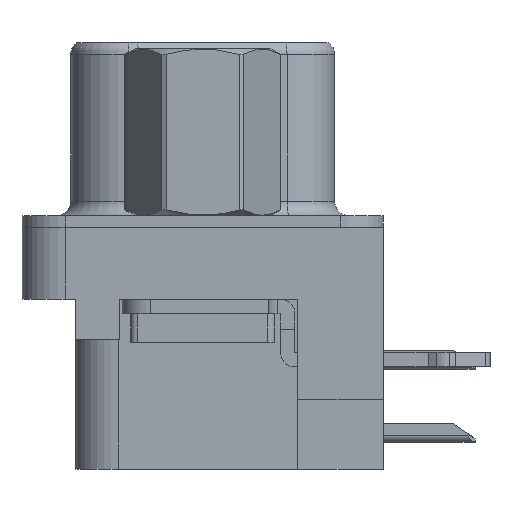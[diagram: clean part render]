
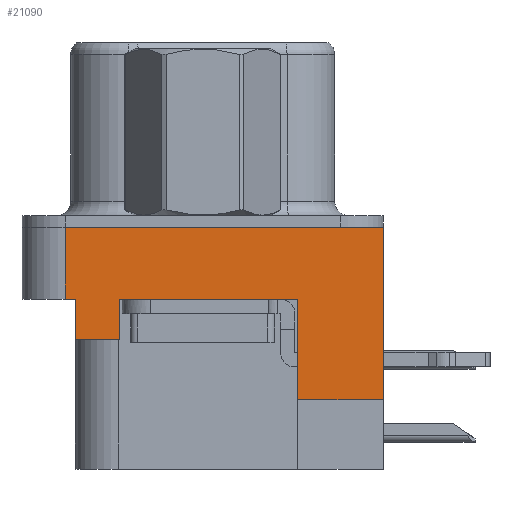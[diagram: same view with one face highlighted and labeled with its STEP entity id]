
A CAD part, left-side view. The second image highlights one B-rep face of the part: STEP entity #21090.
In plain terms, the highlighted planar face has unit normal (-1, 0, 0).
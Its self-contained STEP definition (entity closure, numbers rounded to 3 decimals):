
#135 = DIRECTION ( 'NONE',  ( 0., -1., 0. ) ) ;
#392 = VECTOR ( 'NONE', #11166, 1000. ) ;
#780 = VERTEX_POINT ( 'NONE', #16986 ) ;
#913 = LINE ( 'NONE', #19339, #392 ) ;
#1738 = VECTOR ( 'NONE', #7686, 1000. ) ;
#2097 = ORIENTED_EDGE ( 'NONE', *, *, #19392, .F. ) ;
#2240 = LINE ( 'NONE', #17462, #1738 ) ;
#2435 = LINE ( 'NONE', #10819, #19363 ) ;
#2876 = VECTOR ( 'NONE', #10093, 1000. ) ;
#3102 = EDGE_CURVE ( 'NONE', #11069, #4936, #8869, .T. ) ;
#3374 = CARTESIAN_POINT ( 'NONE',  ( -2.91, 4.775, 0. ) ) ;
#3847 = CARTESIAN_POINT ( 'NONE',  ( -2.91, 4.425, -3.9 ) ) ;
#3893 = FACE_OUTER_BOUND ( 'NONE', #15171, .T. ) ;
#3912 = LINE ( 'NONE', #12352, #8782 ) ;
#4209 = VERTEX_POINT ( 'NONE', #13023 ) ;
#4934 = ORIENTED_EDGE ( 'NONE', *, *, #14801, .F. ) ;
#4936 = VERTEX_POINT ( 'NONE', #3374 ) ;
#5142 = CARTESIAN_POINT ( 'NONE',  ( -2.91, -6.275, -2.5 ) ) ;
#5213 = LINE ( 'NONE', #13833, #17255 ) ;
#5949 = CARTESIAN_POINT ( 'NONE',  ( -2.91, 4.775, -2.5 ) ) ;
#7038 = VECTOR ( 'NONE', #135, 1000. ) ;
#7567 = LINE ( 'NONE', #14794, #7038 ) ;
#7653 = DIRECTION ( 'NONE',  ( 0., 0., 1. ) ) ;
#7686 = DIRECTION ( 'NONE',  ( 0., 0., 1. ) ) ;
#7758 = LINE ( 'NONE', #18311, #2876 ) ;
#7819 = VECTOR ( 'NONE', #15275, 1000. ) ;
#8370 = VECTOR ( 'NONE', #11959, 1000. ) ;
#8376 = ORIENTED_EDGE ( 'NONE', *, *, #20516, .F. ) ;
#8426 = ORIENTED_EDGE ( 'NONE', *, *, #12563, .T. ) ;
#8454 = DIRECTION ( 'NONE',  ( 0., 0., 1. ) ) ;
#8551 = CARTESIAN_POINT ( 'NONE',  ( -2.91, -6.275, -2.5 ) ) ;
#8782 = VECTOR ( 'NONE', #18861, 1000. ) ;
#8790 = CARTESIAN_POINT ( 'NONE',  ( -2.91, 2.895, -3.9 ) ) ;
#8869 = LINE ( 'NONE', #10215, #17036 ) ;
#9256 = DIRECTION ( 'NONE',  ( 0., 0., 1. ) ) ;
#10093 = DIRECTION ( 'NONE',  ( 0., 1., 0. ) ) ;
#10199 = ORIENTED_EDGE ( 'NONE', *, *, #21126, .F. ) ;
#10215 = CARTESIAN_POINT ( 'NONE',  ( -2.91, 4.775, -2.5 ) ) ;
#10558 = CARTESIAN_POINT ( 'NONE',  ( -2.91, -6.275, -6. ) ) ;
#10819 = CARTESIAN_POINT ( 'NONE',  ( -2.91, -3.295, -8.4 ) ) ;
#11018 = ORIENTED_EDGE ( 'NONE', *, *, #16075, .T. ) ;
#11069 = VERTEX_POINT ( 'NONE', #5949 ) ;
#11166 = DIRECTION ( 'NONE',  ( 0., -1., 0. ) ) ;
#11267 = ORIENTED_EDGE ( 'NONE', *, *, #3102, .F. ) ;
#11818 = VERTEX_POINT ( 'NONE', #20539 ) ;
#11835 = ORIENTED_EDGE ( 'NONE', *, *, #14054, .T. ) ;
#11959 = DIRECTION ( 'NONE',  ( 0., 0., 1. ) ) ;
#12352 = CARTESIAN_POINT ( 'NONE',  ( -2.91, 4.425, -3.9 ) ) ;
#12375 = ORIENTED_EDGE ( 'NONE', *, *, #14905, .F. ) ;
#12403 = VERTEX_POINT ( 'NONE', #19880 ) ;
#12563 = EDGE_CURVE ( 'NONE', #12910, #12403, #2240, .T. ) ;
#12703 = LINE ( 'NONE', #8551, #8370 ) ;
#12910 = VERTEX_POINT ( 'NONE', #8790 ) ;
#13023 = CARTESIAN_POINT ( 'NONE',  ( -2.91, 4.425, -2.5 ) ) ;
#13833 = CARTESIAN_POINT ( 'NONE',  ( -2.91, -6.275, -2.5 ) ) ;
#14054 = EDGE_CURVE ( 'NONE', #19480, #16317, #12703, .T. ) ;
#14794 = CARTESIAN_POINT ( 'NONE',  ( -2.91, -6.275, -2.5 ) ) ;
#14801 = EDGE_CURVE ( 'NONE', #780, #11818, #2435, .T. ) ;
#14905 = EDGE_CURVE ( 'NONE', #4936, #16317, #913, .T. ) ;
#15171 = EDGE_LOOP ( 'NONE', ( #10199, #11835, #12375, #11267, #16515, #8376, #2097, #8426, #11018, #4934 ) ) ;
#15275 = DIRECTION ( 'NONE',  ( 0., 1., 0. ) ) ;
#15468 = DIRECTION ( 'NONE',  ( 0., -1., 0. ) ) ;
#15675 = VERTEX_POINT ( 'NONE', #16264 ) ;
#16075 = EDGE_CURVE ( 'NONE', #12403, #11818, #5213, .T. ) ;
#16264 = CARTESIAN_POINT ( 'NONE',  ( -2.91, 4.425, -3.9 ) ) ;
#16317 = VERTEX_POINT ( 'NONE', #20381 ) ;
#16477 = LINE ( 'NONE', #3847, #7819 ) ;
#16515 = ORIENTED_EDGE ( 'NONE', *, *, #19123, .T. ) ;
#16582 = PLANE ( 'NONE',  #18426 ) ;
#16986 = CARTESIAN_POINT ( 'NONE',  ( -2.91, -3.295, -6. ) ) ;
#17036 = VECTOR ( 'NONE', #7653, 1000. ) ;
#17255 = VECTOR ( 'NONE', #15468, 1000. ) ;
#17462 = CARTESIAN_POINT ( 'NONE',  ( -2.91, 2.895, -3.9 ) ) ;
#18243 = DIRECTION ( 'NONE',  ( -1., 0., 0. ) ) ;
#18311 = CARTESIAN_POINT ( 'NONE',  ( -2.91, -6.495, -6. ) ) ;
#18426 = AXIS2_PLACEMENT_3D ( 'NONE', #5142, #18243, #8454 ) ;
#18861 = DIRECTION ( 'NONE',  ( 0., 0., 1. ) ) ;
#19123 = EDGE_CURVE ( 'NONE', #11069, #4209, #7567, .T. ) ;
#19339 = CARTESIAN_POINT ( 'NONE',  ( -2.91, -6.275, 0. ) ) ;
#19363 = VECTOR ( 'NONE', #9256, 1000. ) ;
#19392 = EDGE_CURVE ( 'NONE', #12910, #15675, #16477, .T. ) ;
#19480 = VERTEX_POINT ( 'NONE', #10558 ) ;
#19880 = CARTESIAN_POINT ( 'NONE',  ( -2.91, 2.895, -2.5 ) ) ;
#20381 = CARTESIAN_POINT ( 'NONE',  ( -2.91, -6.275, 0. ) ) ;
#20516 = EDGE_CURVE ( 'NONE', #15675, #4209, #3912, .T. ) ;
#20539 = CARTESIAN_POINT ( 'NONE',  ( -2.91, -3.295, -2.5 ) ) ;
#21090 = ADVANCED_FACE ( 'NONE', ( #3893 ), #16582, .T. ) ;
#21126 = EDGE_CURVE ( 'NONE', #19480, #780, #7758, .T. ) ;
